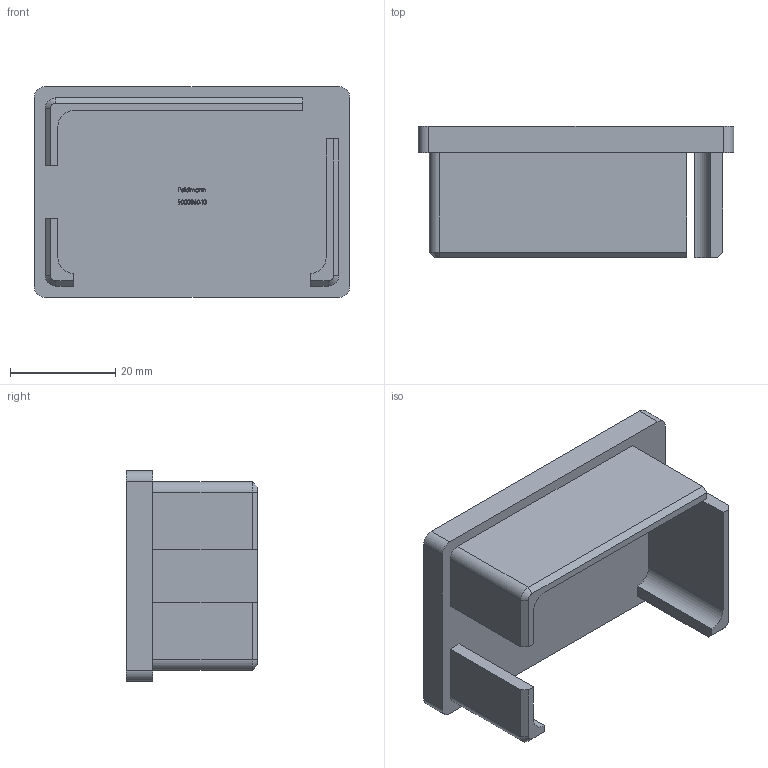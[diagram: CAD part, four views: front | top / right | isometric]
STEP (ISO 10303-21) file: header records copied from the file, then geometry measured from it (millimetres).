
FILE_DESCRIPTION (( 'STEP AP203' ), '1' );
FILE_NAME ('100036040.step', '2018-12-19T09:25:01', ( '' ), ( '' ), 'SwSTEP 2.0', 'SolidWorks 2015', '' );
FILE_SCHEMA (( 'CONFIG_CONTROL_DESIGN' ));
Length unit declared in the file: millimetre
Products named in the file (1): 100036040
Bounding box: 60 x 25 x 40 mm (x, y, z)
Volume: 17099.5 mm3; surface area: 10128.2 mm2
Topology: 1 solids, 1 shells, 266 faces, 696 edges, 462 vertices
Faces by surface type: plane 137, bspline 116, cylinder 10, cone 3
Entity records: 15196 total; most frequent: CARTESIAN_POINT 9341, ORIENTED_EDGE 1392, DIRECTION 789, EDGE_CURVE 696, VERTEX_POINT 462, VECTOR 441, LINE 441, EDGE_LOOP 296
